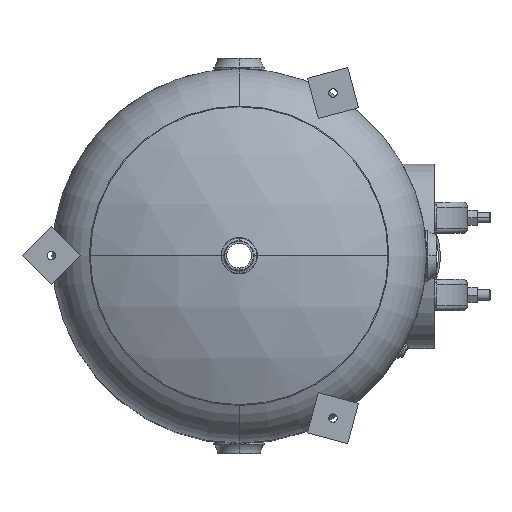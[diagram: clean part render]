
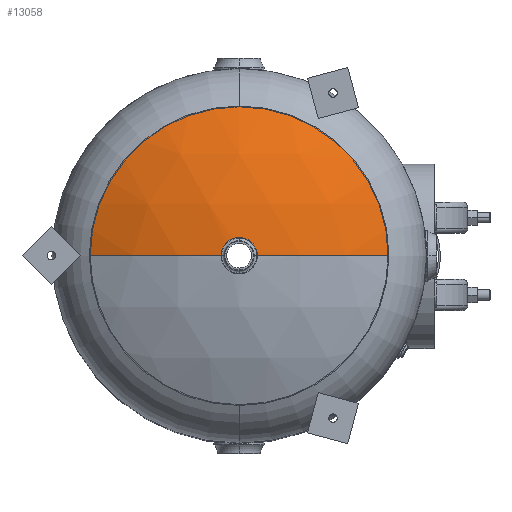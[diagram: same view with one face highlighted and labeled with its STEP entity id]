
A CAD part, top view. The second image highlights one B-rep face of the part: STEP entity #13058.
In plain terms, the highlighted spherical face has radius 822.96 mm.
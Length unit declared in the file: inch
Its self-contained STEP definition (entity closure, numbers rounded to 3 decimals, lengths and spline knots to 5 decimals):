
#2661 = AXIS2_PLACEMENT_3D ( 'NONE', #3969, #3970, #3971 ) ;
#2662 = CIRCLE ( 'NONE', #2661, 1.44 ) ;
#2706 = AXIS2_PLACEMENT_3D ( 'NONE', #8409, #8410, #8411 ) ;
#2709 = CIRCLE ( 'NONE', #2706, 14.4 ) ;
#3818 = EDGE_LOOP ( 'NONE', ( #16836, #16837, #16838, #16839, #16840 ) ) ;
#3969 = CARTESIAN_POINT ( 'NONE',  ( 0., 0., 33.96798 ) ) ;
#3970 = DIRECTION ( 'NONE',  ( 0., 0., 1. ) ) ;
#3971 = DIRECTION ( 'NONE',  ( -1., 0., 0. ) ) ;
#7583 = VERTEX_POINT ( 'NONE', #12099 ) ;
#7605 = VERTEX_POINT ( 'NONE', #12121 ) ;
#7607 = VERTEX_POINT ( 'NONE', #12123 ) ;
#7609 = VERTEX_POINT ( 'NONE', #12125 ) ;
#7618 = VERTEX_POINT ( 'NONE', #12134 ) ;
#7967 = AXIS2_PLACEMENT_3D ( 'NONE', #8607, #8613, #8614 ) ;
#8329 = CARTESIAN_POINT ( 'NONE',  ( 0., 0., 1.6 ) ) ;
#8330 = DIRECTION ( 'NONE',  ( 0., -1., 0. ) ) ;
#8331 = DIRECTION ( 'NONE',  ( 1., 0., 0. ) ) ;
#8341 = CARTESIAN_POINT ( 'NONE',  ( 0., 0., 1.6 ) ) ;
#8342 = DIRECTION ( 'NONE',  ( 0., 1., 0. ) ) ;
#8343 = DIRECTION ( 'NONE',  ( 0., 0., 1. ) ) ;
#8345 = CARTESIAN_POINT ( 'NONE',  ( 0., 0., 30.62413 ) ) ;
#8346 = DIRECTION ( 'NONE',  ( 0., 0., -1. ) ) ;
#8347 = DIRECTION ( 'NONE',  ( 0., 1., 0. ) ) ;
#8409 = CARTESIAN_POINT ( 'NONE',  ( 0., 0., 30.62413 ) ) ;
#8410 = DIRECTION ( 'NONE',  ( 0., 0., -1. ) ) ;
#8411 = DIRECTION ( 'NONE',  ( 0., 1., 0. ) ) ;
#8607 = CARTESIAN_POINT ( 'NONE',  ( 0., 0., 1.6 ) ) ;
#8608 = FACE_OUTER_BOUND ( 'NONE', #3818, .T. ) ;
#8610 = SPHERICAL_SURFACE ( 'NONE', #7967, 32.4 ) ;
#8613 = DIRECTION ( 'NONE',  ( 0., -1., 0. ) ) ;
#8614 = DIRECTION ( 'NONE',  ( 1., 0., 0. ) ) ;
#11728 = AXIS2_PLACEMENT_3D ( 'NONE', #8345, #8346, #8347 ) ;
#11730 = AXIS2_PLACEMENT_3D ( 'NONE', #8341, #8342, #8343 ) ;
#11733 = CIRCLE ( 'NONE', #11728, 14.4 ) ;
#11735 = CIRCLE ( 'NONE', #11730, 32.4 ) ;
#11738 = AXIS2_PLACEMENT_3D ( 'NONE', #8329, #8330, #8331 ) ;
#11740 = CIRCLE ( 'NONE', #11738, 32.4 ) ;
#12099 = CARTESIAN_POINT ( 'NONE',  ( 14.4, 0., 30.62413 ) ) ;
#12121 = CARTESIAN_POINT ( 'NONE',  ( -14.4, 0., 30.62413 ) ) ;
#12123 = CARTESIAN_POINT ( 'NONE',  ( -1.44, 0., 33.96798 ) ) ;
#12125 = CARTESIAN_POINT ( 'NONE',  ( 1.44, 0., 33.96798 ) ) ;
#12134 = CARTESIAN_POINT ( 'NONE',  ( 0., 14.4, 30.62413 ) ) ;
#12789 = EDGE_CURVE ( 'NONE', #7607, #7605, #11740, .T. ) ;
#12793 = EDGE_CURVE ( 'NONE', #7609, #7583, #11735, .T. ) ;
#12794 = EDGE_CURVE ( 'NONE', #7618, #7583, #11733, .T. ) ;
#12815 = EDGE_CURVE ( 'NONE', #7605, #7618, #2709, .T. ) ;
#12842 = EDGE_CURVE ( 'NONE', #7609, #7607, #2662, .T. ) ;
#13058 = ADVANCED_FACE ( 'NONE', ( #8608 ), #8610, .T. ) ;
#16836 = ORIENTED_EDGE ( 'NONE', *, *, #12789, .F. ) ;
#16837 = ORIENTED_EDGE ( 'NONE', *, *, #12842, .F. ) ;
#16838 = ORIENTED_EDGE ( 'NONE', *, *, #12793, .T. ) ;
#16839 = ORIENTED_EDGE ( 'NONE', *, *, #12794, .F. ) ;
#16840 = ORIENTED_EDGE ( 'NONE', *, *, #12815, .F. ) ;
